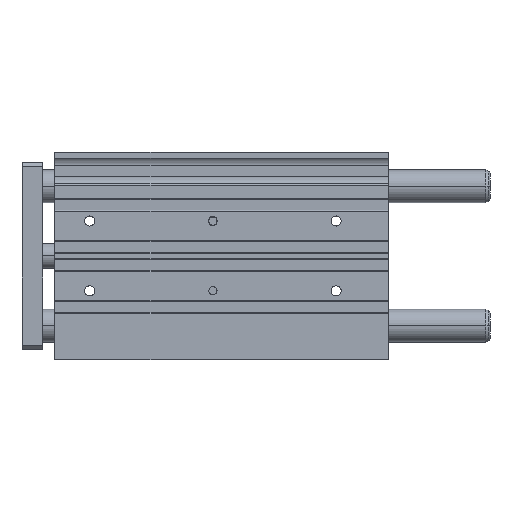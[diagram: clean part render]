
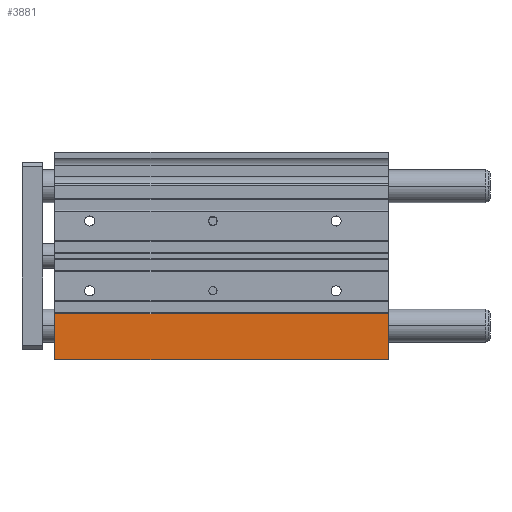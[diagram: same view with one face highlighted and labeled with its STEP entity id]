
A CAD part, top view. The second image highlights one B-rep face of the part: STEP entity #3881.
In plain terms, the highlighted planar face has unit normal (0, 0, 1).
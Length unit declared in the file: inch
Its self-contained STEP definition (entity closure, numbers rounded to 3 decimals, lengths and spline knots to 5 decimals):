
#744 = CARTESIAN_POINT ( 'NONE',  ( 6.39764, -1.11024, 0.82677 ) ) ;
#920 = CARTESIAN_POINT ( 'NONE',  ( 6.39764, -1.11024, 0.82677 ) ) ;
#943 = EDGE_LOOP ( 'NONE', ( #10804, #4396, #6247, #7114 ) ) ;
#1410 = LINE ( 'NONE', #6930, #10600 ) ;
#1437 = DIRECTION ( 'NONE',  ( -1., 0., 0. ) ) ;
#2060 = DIRECTION ( 'NONE',  ( 0., -1., 0. ) ) ;
#2114 = CARTESIAN_POINT ( 'NONE',  ( 0., -1.11024, 0.82677 ) ) ;
#2370 = CARTESIAN_POINT ( 'NONE',  ( 6.39764, -1.98819, 0.82677 ) ) ;
#3163 = LINE ( 'NONE', #9714, #4498 ) ;
#3609 = EDGE_CURVE ( 'NONE', #10285, #5755, #5036, .T. ) ;
#3881 = ADVANCED_FACE ( 'NONE', ( #9583 ), #5845, .F. ) ;
#3931 = VERTEX_POINT ( 'NONE', #2114 ) ;
#4273 = VECTOR ( 'NONE', #8073, 39.37008 ) ;
#4292 = DIRECTION ( 'NONE',  ( -1., 0., 0. ) ) ;
#4396 = ORIENTED_EDGE ( 'NONE', *, *, #3609, .F. ) ;
#4498 = VECTOR ( 'NONE', #4292, 39.37008 ) ;
#4950 = DIRECTION ( 'NONE',  ( 0., 0., -1. ) ) ;
#5028 = VERTEX_POINT ( 'NONE', #920 ) ;
#5036 = LINE ( 'NONE', #9726, #11513 ) ;
#5755 = VERTEX_POINT ( 'NONE', #7417 ) ;
#5845 = PLANE ( 'NONE',  #10745 ) ;
#6247 = ORIENTED_EDGE ( 'NONE', *, *, #10415, .F. ) ;
#6930 = CARTESIAN_POINT ( 'NONE',  ( 0., -1.11024, 0.82677 ) ) ;
#7114 = ORIENTED_EDGE ( 'NONE', *, *, #8034, .T. ) ;
#7417 = CARTESIAN_POINT ( 'NONE',  ( 0., -1.98819, 0.82677 ) ) ;
#7838 = DIRECTION ( 'NONE',  ( 0., -1., 0. ) ) ;
#7901 = LINE ( 'NONE', #744, #4273 ) ;
#8034 = EDGE_CURVE ( 'NONE', #5028, #3931, #3163, .T. ) ;
#8073 = DIRECTION ( 'NONE',  ( 0., -1., 0. ) ) ;
#9526 = CARTESIAN_POINT ( 'NONE',  ( 6.39764, -1.11024, 0.82677 ) ) ;
#9583 = FACE_OUTER_BOUND ( 'NONE', #943, .T. ) ;
#9714 = CARTESIAN_POINT ( 'NONE',  ( 6.39764, -1.11024, 0.82677 ) ) ;
#9726 = CARTESIAN_POINT ( 'NONE',  ( 6.39764, -1.98819, 0.82677 ) ) ;
#10285 = VERTEX_POINT ( 'NONE', #2370 ) ;
#10415 = EDGE_CURVE ( 'NONE', #5028, #10285, #7901, .T. ) ;
#10600 = VECTOR ( 'NONE', #7838, 39.37008 ) ;
#10745 = AXIS2_PLACEMENT_3D ( 'NONE', #9526, #4950, #2060 ) ;
#10804 = ORIENTED_EDGE ( 'NONE', *, *, #11748, .T. ) ;
#11513 = VECTOR ( 'NONE', #1437, 39.37008 ) ;
#11748 = EDGE_CURVE ( 'NONE', #3931, #5755, #1410, .T. ) ;
